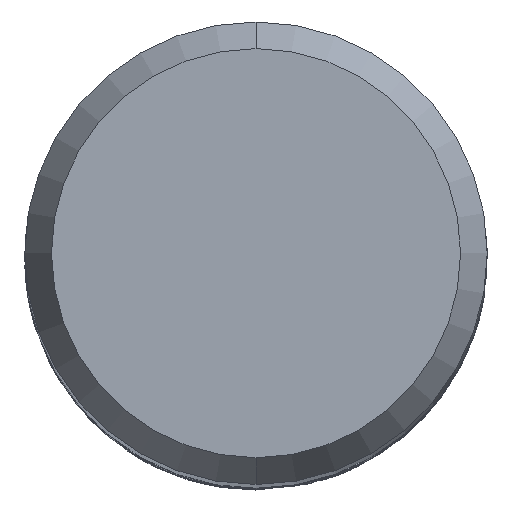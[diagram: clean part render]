
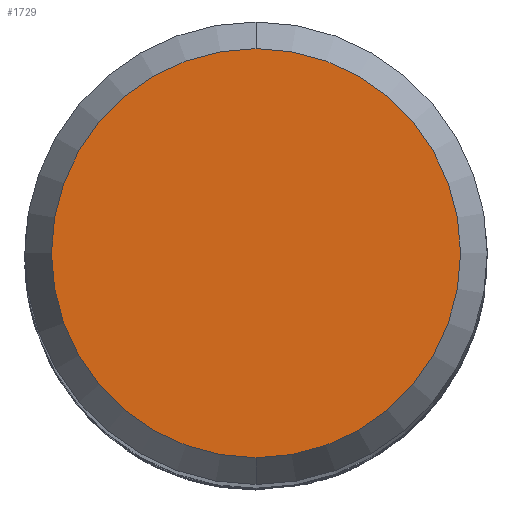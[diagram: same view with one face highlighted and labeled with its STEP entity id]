
A CAD part, top view. The second image highlights one B-rep face of the part: STEP entity #1729.
In plain terms, the highlighted planar face has unit normal (0, 0, 1).
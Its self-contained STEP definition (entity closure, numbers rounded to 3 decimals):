
#1547=VERTEX_POINT('',#3994);
#1729=ADVANCED_FACE('',(#4190),#4191,.T.);
#1733=EDGE_CURVE('',#1547,#2977,#4195,.T.);
#2977=VERTEX_POINT('',#5541);
#2987=EDGE_CURVE('',#2977,#1547,#5552,.T.);
#3994=CARTESIAN_POINT('',(0.,-4.423,0.0));
#4190=FACE_OUTER_BOUND('',#11564,.T.);
#4191=PLANE('',#11565);
#4195=CIRCLE('',#11570,4.423);
#5541=CARTESIAN_POINT('',(0.0,4.423,0.0));
#5552=CIRCLE('',#24440,4.423);
#11564=EDGE_LOOP('',(#30601,#30602));
#11565=AXIS2_PLACEMENT_3D('',#30603,#30604,#30605);
#11570=AXIS2_PLACEMENT_3D('',#30606,#30607,#30608);
#24440=AXIS2_PLACEMENT_3D('',#32029,#32030,#32031);
#30601=ORIENTED_EDGE('',*,*,#2987,.F.);
#30602=ORIENTED_EDGE('',*,*,#1733,.F.);
#30603=CARTESIAN_POINT('',(0.0,2.211,0.0));
#30604=DIRECTION('',(-0.0,0.0,1.0));
#30605=DIRECTION('',(0.0,-1.0,0.0));
#30606=CARTESIAN_POINT('',(0.0,0.0,0.0));
#30607=DIRECTION('',(0.0,0.0,-1.0));
#30608=DIRECTION('',(0.0,1.0,0.0));
#32029=CARTESIAN_POINT('',(0.0,0.0,0.0));
#32030=DIRECTION('',(0.0,0.0,-1.0));
#32031=DIRECTION('',(0.0,1.0,0.0));
